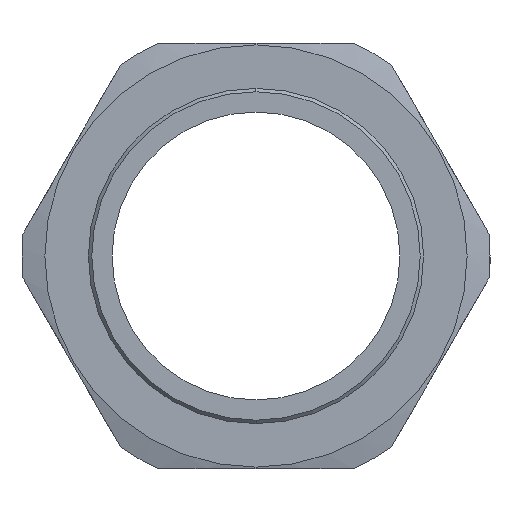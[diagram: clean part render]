
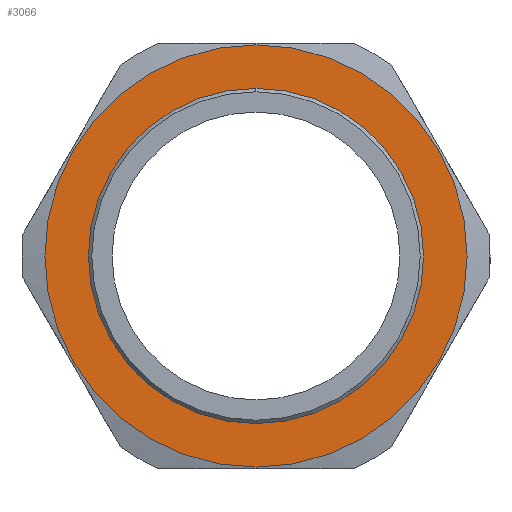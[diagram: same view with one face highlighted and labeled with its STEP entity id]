
A CAD part, left-side view. The second image highlights one B-rep face of the part: STEP entity #3066.
In plain terms, the highlighted planar face has unit normal (-1, 0, 0).
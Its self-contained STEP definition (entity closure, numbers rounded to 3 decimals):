
#21 = CARTESIAN_POINT ( 'NONE',  ( 20., 0., 63. ) ) ;
#24 = DIRECTION ( 'NONE',  ( -1., 0., 0. ) ) ;
#83 = AXIS2_PLACEMENT_3D ( 'NONE', #2400, #765, #3208 ) ;
#95 = PLANE ( 'NONE',  #1216 ) ;
#107 = AXIS2_PLACEMENT_3D ( 'NONE', #3271, #24, #2218 ) ;
#132 = CARTESIAN_POINT ( 'NONE',  ( 20., 0., 50. ) ) ;
#250 = CIRCLE ( 'NONE', #107, 50. ) ;
#437 = VERTEX_POINT ( 'NONE', #132 ) ;
#581 = EDGE_LOOP ( 'NONE', ( #2181, #3162 ) ) ;
#718 = DIRECTION ( 'NONE',  ( 0., 0., 1. ) ) ;
#723 = CARTESIAN_POINT ( 'NONE',  ( 20., 0., 0. ) ) ;
#757 = FACE_BOUND ( 'NONE', #581, .T. ) ;
#765 = DIRECTION ( 'NONE',  ( -1., 0., 0. ) ) ;
#906 = AXIS2_PLACEMENT_3D ( 'NONE', #3148, #931, #718 ) ;
#931 = DIRECTION ( 'NONE',  ( -1., 0., 0. ) ) ;
#989 = DIRECTION ( 'NONE',  ( 0., 0., 1. ) ) ;
#1074 = EDGE_CURVE ( 'NONE', #2016, #2476, #1959, .T. ) ;
#1216 = AXIS2_PLACEMENT_3D ( 'NONE', #1447, #3345, #1998 ) ;
#1217 = CIRCLE ( 'NONE', #3439, 50. ) ;
#1324 = ORIENTED_EDGE ( 'NONE', *, *, #1074, .T. ) ;
#1447 = CARTESIAN_POINT ( 'NONE',  ( 20., 50., 0. ) ) ;
#1559 = EDGE_LOOP ( 'NONE', ( #1324, #1972 ) ) ;
#1938 = CARTESIAN_POINT ( 'NONE',  ( 20., 0., -50. ) ) ;
#1959 = CIRCLE ( 'NONE', #906, 63. ) ;
#1972 = ORIENTED_EDGE ( 'NONE', *, *, #2825, .T. ) ;
#1998 = DIRECTION ( 'NONE',  ( 0., 0., -1. ) ) ;
#2016 = VERTEX_POINT ( 'NONE', #3436 ) ;
#2181 = ORIENTED_EDGE ( 'NONE', *, *, #2183, .F. ) ;
#2183 = EDGE_CURVE ( 'NONE', #2228, #437, #250, .T. ) ;
#2218 = DIRECTION ( 'NONE',  ( 0., 0., 1. ) ) ;
#2228 = VERTEX_POINT ( 'NONE', #1938 ) ;
#2400 = CARTESIAN_POINT ( 'NONE',  ( 20., 0., 0. ) ) ;
#2476 = VERTEX_POINT ( 'NONE', #21 ) ;
#2747 = EDGE_CURVE ( 'NONE', #437, #2228, #1217, .T. ) ;
#2825 = EDGE_CURVE ( 'NONE', #2476, #2016, #2970, .T. ) ;
#2914 = DIRECTION ( 'NONE',  ( -1., 0., 0. ) ) ;
#2970 = CIRCLE ( 'NONE', #83, 63. ) ;
#3066 = ADVANCED_FACE ( 'NONE', ( #757, #3174 ), #95, .F. ) ;
#3148 = CARTESIAN_POINT ( 'NONE',  ( 20., 0., 0. ) ) ;
#3162 = ORIENTED_EDGE ( 'NONE', *, *, #2747, .F. ) ;
#3174 = FACE_OUTER_BOUND ( 'NONE', #1559, .T. ) ;
#3208 = DIRECTION ( 'NONE',  ( 0., 0., 1. ) ) ;
#3271 = CARTESIAN_POINT ( 'NONE',  ( 20., 0., 0. ) ) ;
#3345 = DIRECTION ( 'NONE',  ( 1., 0., 0. ) ) ;
#3436 = CARTESIAN_POINT ( 'NONE',  ( 20., 0., -63. ) ) ;
#3439 = AXIS2_PLACEMENT_3D ( 'NONE', #723, #2914, #989 ) ;
